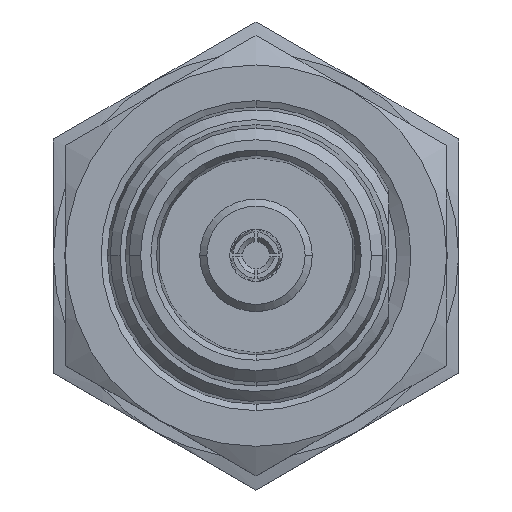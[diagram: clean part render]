
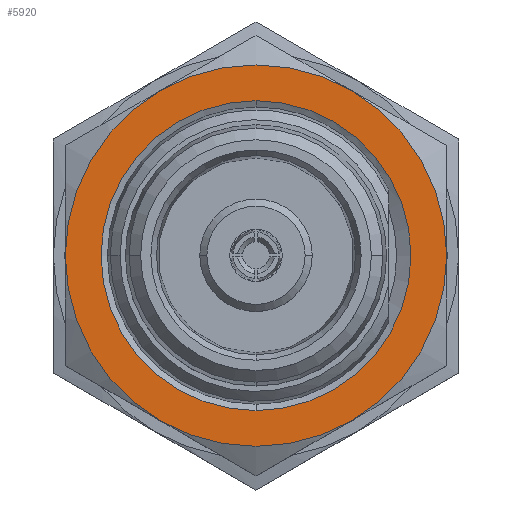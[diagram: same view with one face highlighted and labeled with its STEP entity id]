
A CAD part, top view. The second image highlights one B-rep face of the part: STEP entity #5920.
In plain terms, the highlighted planar face has unit normal (0, 0, 1).
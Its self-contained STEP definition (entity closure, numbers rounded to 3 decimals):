
#73 = CIRCLE ( 'NONE', #4211, 8. ) ;
#131 = CARTESIAN_POINT ( 'NONE',  ( 0., 0., -12.1 ) ) ;
#357 = CARTESIAN_POINT ( 'NONE',  ( 0., 0., -12.1 ) ) ;
#576 = VERTEX_POINT ( 'NONE', #2625 ) ;
#865 = AXIS2_PLACEMENT_3D ( 'NONE', #3301, #3266, #4182 ) ;
#925 = DIRECTION ( 'NONE',  ( 0., 1., 0. ) ) ;
#1141 = DIRECTION ( 'NONE',  ( 0., 1., 0. ) ) ;
#1192 = CIRCLE ( 'NONE', #865, 8. ) ;
#1201 = DIRECTION ( 'NONE',  ( 0., 1., 0. ) ) ;
#1363 = DIRECTION ( 'NONE',  ( 0., 0., -1. ) ) ;
#1498 = CARTESIAN_POINT ( 'NONE',  ( 0., 0., -12.1 ) ) ;
#1521 = VERTEX_POINT ( 'NONE', #3801 ) ;
#1583 = CARTESIAN_POINT ( 'NONE',  ( 0., 0., -12.1 ) ) ;
#1624 = ORIENTED_EDGE ( 'NONE', *, *, #7524, .F. ) ;
#1874 = VERTEX_POINT ( 'NONE', #2615 ) ;
#1977 = EDGE_CURVE ( 'NONE', #5458, #1521, #1192, .T. ) ;
#2188 = EDGE_CURVE ( 'NONE', #4503, #7209, #6490, .T. ) ;
#2270 = DIRECTION ( 'NONE',  ( -1., 0., 0. ) ) ;
#2383 = CARTESIAN_POINT ( 'NONE',  ( 0., 0., -12.1 ) ) ;
#2487 = ORIENTED_EDGE ( 'NONE', *, *, #7293, .F. ) ;
#2596 = DIRECTION ( 'NONE',  ( 0., 0., -1. ) ) ;
#2615 = CARTESIAN_POINT ( 'NONE',  ( 0., 6.5, -12.1 ) ) ;
#2625 = CARTESIAN_POINT ( 'NONE',  ( 0., -6.5, -12.1 ) ) ;
#2688 = CIRCLE ( 'NONE', #4114, 6.5 ) ;
#2740 = EDGE_CURVE ( 'NONE', #1874, #576, #6943, .T. ) ;
#2758 = CARTESIAN_POINT ( 'NONE',  ( 0., 8., -12.1 ) ) ;
#2999 = CIRCLE ( 'NONE', #6595, 8. ) ;
#3140 = DIRECTION ( 'NONE',  ( 0., -1., 0. ) ) ;
#3266 = DIRECTION ( 'NONE',  ( 0., 0., -1. ) ) ;
#3274 = CARTESIAN_POINT ( 'NONE',  ( 4., 6.928, -12.1 ) ) ;
#3301 = CARTESIAN_POINT ( 'NONE',  ( 0., 0., -12.1 ) ) ;
#3470 = CIRCLE ( 'NONE', #8849, 8. ) ;
#3499 = AXIS2_PLACEMENT_3D ( 'NONE', #8602, #8590, #8555 ) ;
#3506 = DIRECTION ( 'NONE',  ( 0., 1., 0. ) ) ;
#3669 = VERTEX_POINT ( 'NONE', #4148 ) ;
#3681 = EDGE_LOOP ( 'NONE', ( #1624, #5003 ) ) ;
#3801 = CARTESIAN_POINT ( 'NONE',  ( -8., 0., -12.1 ) ) ;
#3817 = ORIENTED_EDGE ( 'NONE', *, *, #2188, .F. ) ;
#4093 = AXIS2_PLACEMENT_3D ( 'NONE', #1583, #1363, #1201 ) ;
#4113 = EDGE_CURVE ( 'NONE', #3669, #5458, #2999, .T. ) ;
#4114 = AXIS2_PLACEMENT_3D ( 'NONE', #2383, #7790, #3140 ) ;
#4148 = CARTESIAN_POINT ( 'NONE',  ( 4., -6.928, -12.1 ) ) ;
#4182 = DIRECTION ( 'NONE',  ( -1., 0., 0. ) ) ;
#4211 = AXIS2_PLACEMENT_3D ( 'NONE', #131, #5569, #925 ) ;
#4503 = VERTEX_POINT ( 'NONE', #3274 ) ;
#4571 = FACE_BOUND ( 'NONE', #3681, .T. ) ;
#4613 = ORIENTED_EDGE ( 'NONE', *, *, #6243, .F. ) ;
#4802 = FACE_OUTER_BOUND ( 'NONE', #9296, .T. ) ;
#4941 = AXIS2_PLACEMENT_3D ( 'NONE', #7226, #2596, #8012 ) ;
#5003 = ORIENTED_EDGE ( 'NONE', *, *, #2740, .T. ) ;
#5151 = ORIENTED_EDGE ( 'NONE', *, *, #1977, .F. ) ;
#5458 = VERTEX_POINT ( 'NONE', #7626 ) ;
#5569 = DIRECTION ( 'NONE',  ( 0., 0., -1. ) ) ;
#5581 = CARTESIAN_POINT ( 'NONE',  ( -4., 6.928, -12.1 ) ) ;
#5791 = DIRECTION ( 'NONE',  ( 0., 0., -1. ) ) ;
#5896 = ORIENTED_EDGE ( 'NONE', *, *, #4113, .F. ) ;
#5920 = ADVANCED_FACE ( 'NONE', ( #4802, #4571 ), #9753, .F. ) ;
#6098 = CIRCLE ( 'NONE', #4941, 8. ) ;
#6243 = EDGE_CURVE ( 'NONE', #7209, #3669, #73, .T. ) ;
#6490 = CIRCLE ( 'NONE', #4093, 8. ) ;
#6595 = AXIS2_PLACEMENT_3D ( 'NONE', #357, #5791, #1141 ) ;
#6685 = AXIS2_PLACEMENT_3D ( 'NONE', #2758, #8167, #3506 ) ;
#6886 = DIRECTION ( 'NONE',  ( 0., 0., -1. ) ) ;
#6943 = CIRCLE ( 'NONE', #3499, 6.5 ) ;
#7209 = VERTEX_POINT ( 'NONE', #8596 ) ;
#7226 = CARTESIAN_POINT ( 'NONE',  ( 0., 0., -12.1 ) ) ;
#7293 = EDGE_CURVE ( 'NONE', #9222, #4503, #6098, .T. ) ;
#7524 = EDGE_CURVE ( 'NONE', #1874, #576, #2688, .T. ) ;
#7528 = ORIENTED_EDGE ( 'NONE', *, *, #9025, .F. ) ;
#7626 = CARTESIAN_POINT ( 'NONE',  ( -4., -6.928, -12.1 ) ) ;
#7790 = DIRECTION ( 'NONE',  ( 0., 0., 1. ) ) ;
#8012 = DIRECTION ( 'NONE',  ( -1., 0., 0. ) ) ;
#8167 = DIRECTION ( 'NONE',  ( 0., 0., -1. ) ) ;
#8555 = DIRECTION ( 'NONE',  ( 0., -1., 0. ) ) ;
#8590 = DIRECTION ( 'NONE',  ( 0., 0., -1. ) ) ;
#8596 = CARTESIAN_POINT ( 'NONE',  ( 8., 0., -12.1 ) ) ;
#8602 = CARTESIAN_POINT ( 'NONE',  ( 0., 0., -12.1 ) ) ;
#8849 = AXIS2_PLACEMENT_3D ( 'NONE', #1498, #6886, #2270 ) ;
#9025 = EDGE_CURVE ( 'NONE', #1521, #9222, #3470, .T. ) ;
#9222 = VERTEX_POINT ( 'NONE', #5581 ) ;
#9296 = EDGE_LOOP ( 'NONE', ( #3817, #2487, #7528, #5151, #5896, #4613 ) ) ;
#9753 = PLANE ( 'NONE',  #6685 ) ;
